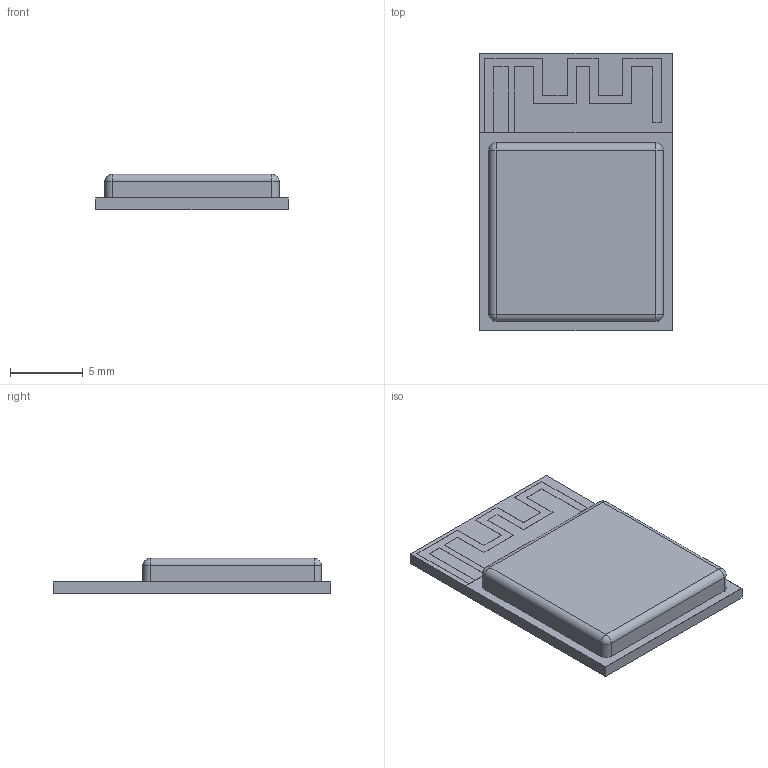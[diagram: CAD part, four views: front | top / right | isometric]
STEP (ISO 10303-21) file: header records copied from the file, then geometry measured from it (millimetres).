
FILE_DESCRIPTION(('FreeCAD Model'),'2;1');
FILE_NAME('Open CASCADE Shape Model','2022-06-26T23:27:06',('Author'),( ''),'Open CASCADE STEP processor 7.5','FreeCAD','Unknown');
FILE_SCHEMA(('AUTOMOTIVE_DESIGN { 1 0 10303 214 1 1 1 1 }'));
Length unit declared in the file: millimetre
Products named in the file (1): FR4
Bounding box: 13.2 x 19 x 2.42 mm (x, y, z)
Volume: 435.8 mm3; surface area: 620.6 mm2
Topology: 1 solids, 1 shells, 56 faces, 147 edges, 90 vertices
Faces by surface type: plane 44, cylinder 8, sphere 4
Entity records: 3539 total; most frequent: CARTESIAN_POINT 582, DIRECTION 558, LINE 409, VECTOR 409, ORIENTED_EDGE 286, PCURVE 286, DEFINITIONAL_REPRESENTATION 286, EDGE_CURVE 143
